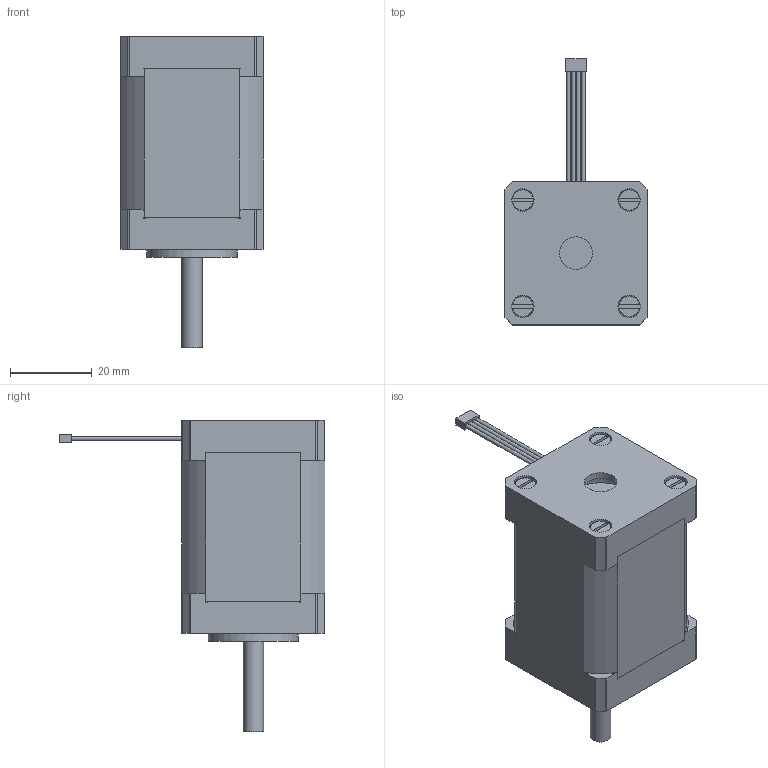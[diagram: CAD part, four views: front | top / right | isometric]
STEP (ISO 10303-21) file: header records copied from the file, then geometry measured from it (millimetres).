
FILE_DESCRIPTION((''),'2;1');
FILE_NAME('ST3518L1204_A.stp','2014-02-25T09:44:17',('schneid_a'),(''),'Autodesk Inventor 2010','Autodesk Inventor 2010','');
FILE_SCHEMA(('AUTOMOTIVE_DESIGN { 1 0 10303 214 1 1 1 1 }'));
Length unit declared in the file: millimetre
Products named in the file (7): ST3518L1204_A; Front_Cap_ST35; stator_ST35_L; Front_shaft_ST35; Rear_Cap_ST35; Litzen_4_ST35; DIN 84 - ersetzt durch DIN EN ISO 1207 M3 x 5
Assembly tree (9 placements, depth 2):
  ST3518L1204_A
    Front_Cap_ST35
    stator_ST35_L
    Front_shaft_ST35
    Rear_Cap_ST35
    Litzen_4_ST35
    DIN 84 - ersetzt durch DIN EN ISO 1207 M3 x 5  x4
Bounding box: 35 x 65 x 76 mm (x, y, z)
Volume: 53179.6 mm3; surface area: 18418.7 mm2
Topology: 9 solids, 9 shells, 216 faces, 526 edges, 348 vertices
Faces by surface type: plane 124, cylinder 58, cone 21, torus 9, bspline 4
Full cylindrical faces by diameter (mm): 1 x4, 2.729 x4, 3 x4, 3.2 x4, 5 x1, 5.5 x4, 8 x2, 15 x1, 17 x2, 21 x2, 22 x1, 24 x1
Entity records: 5362 total; most frequent: CARTESIAN_POINT 1022, DIRECTION 874, ORIENTED_EDGE 792, EDGE_CURVE 396, AXIS2_PLACEMENT_3D 316, VERTEX_POINT 284, EDGE_LOOP 244, VECTOR 242
